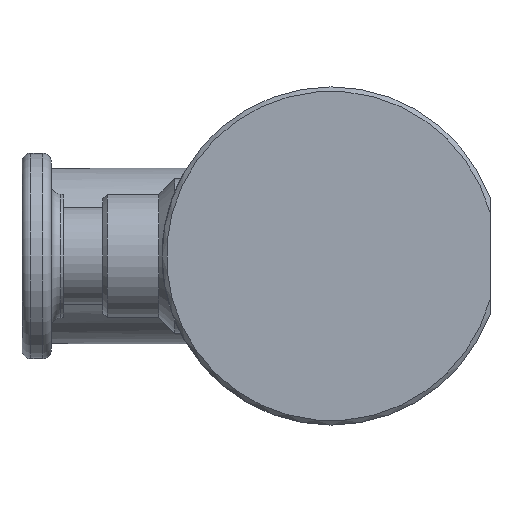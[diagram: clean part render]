
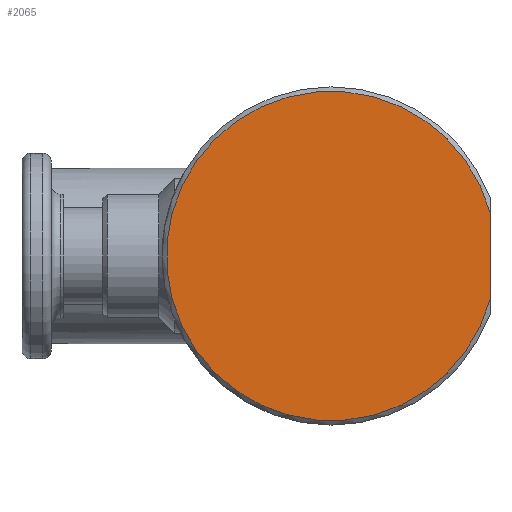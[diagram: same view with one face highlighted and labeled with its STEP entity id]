
A CAD part, left-side view. The second image highlights one B-rep face of the part: STEP entity #2065.
In plain terms, the highlighted planar face has unit normal (-1, 0, 0).
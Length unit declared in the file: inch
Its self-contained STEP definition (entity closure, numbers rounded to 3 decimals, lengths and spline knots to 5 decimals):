
#42=LINE('',#3016,#171);
#171=VECTOR('',#2382,0.29665);
#553=FACE_OUTER_BOUND('',#702,.T.);
#702=EDGE_LOOP('',(#1880,#1881));
#814=CIRCLE('',#2268,0.56);
#850=VERTEX_POINT('',#3014);
#851=VERTEX_POINT('',#3015);
#1062=EDGE_CURVE('',#850,#851,#42,.T.);
#1317=EDGE_CURVE('',#850,#851,#814,.T.);
#1880=ORIENTED_EDGE('',*,*,#1062,.T.);
#1881=ORIENTED_EDGE('',*,*,#1317,.F.);
#1962=PLANE('',#2267);
#2065=ADVANCED_FACE('',(#553),#1962,.T.);
#2267=AXIS2_PLACEMENT_3D('',#3819,#2793,#2794);
#2268=AXIS2_PLACEMENT_3D('',#3820,#2795,#2796);
#2382=DIRECTION('',(0.,0.,1.));
#2793=DIRECTION('center_axis',(-1.,0.,0.));
#2794=DIRECTION('ref_axis',(0.,0.,1.));
#2795=DIRECTION('center_axis',(1.,0.,0.));
#2796=DIRECTION('ref_axis',(0.,1.,0.));
#3014=CARTESIAN_POINT('',(0.,-0.54,-0.14832));
#3015=CARTESIAN_POINT('',(0.,-0.54,0.14832));
#3016=CARTESIAN_POINT('',(0.,-0.54,0.));
#3819=CARTESIAN_POINT('Origin',(0.,0.28,0.));
#3820=CARTESIAN_POINT('Origin',(0.,0.,0.));
